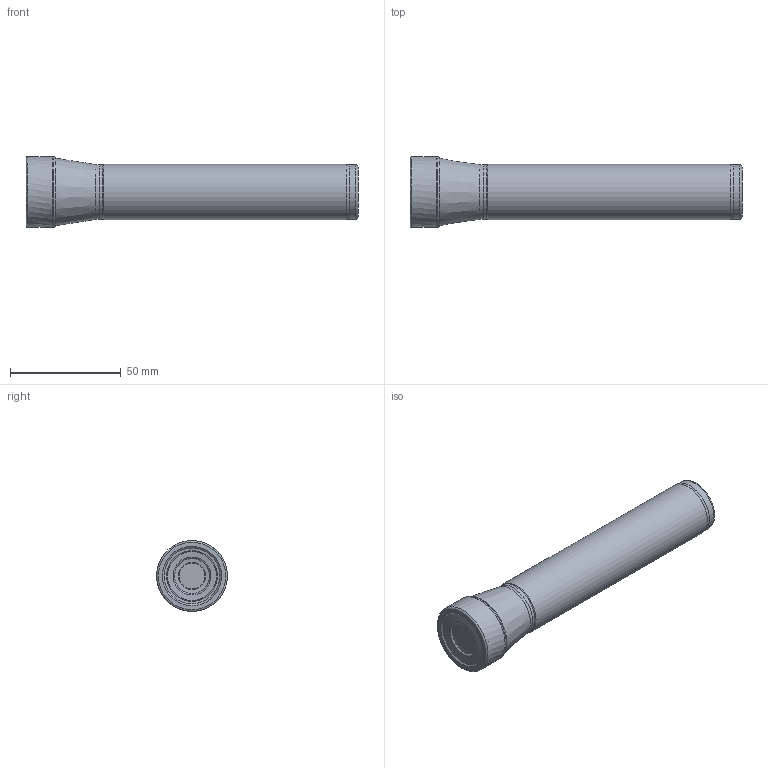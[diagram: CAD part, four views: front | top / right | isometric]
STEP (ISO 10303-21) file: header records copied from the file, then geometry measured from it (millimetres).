
FILE_DESCRIPTION(/* description */ (''),/* implementation_level */ '2;1');
FILE_NAME(/* name */ 'AEM90-AP1204-D32-C25-L150-Z03.stp',/* time_stamp */ '2023-10-17T08:53:13+03:00',/* author */ (''),/* organization */ (''),/* preprocessor_version */ 'ST-DEVELOPER v19.4',/* originating_system */ 'SIEMENS PLM Software NX2306.3001',/* authorisation */ '');
FILE_SCHEMA (('AUTOMOTIVE_DESIGN { 1 0 10303 214 3 1 1 1 }'));
Length unit declared in the file: millimetre
Products named in the file (1): AEM90-AP1204-D32-C25-L150-Z03
Bounding box: 150.02 x 31.98 x 31.99 mm (x, y, z)
Volume: 85891.6 mm3; surface area: 16369.1 mm2
Topology: 2 solids, 2 shells, 31 faces, 72 edges, 44 vertices
Faces by surface type: revolution 14, torus 5, cylinder 4, cone 4, plane 3, bspline 1
Full cylindrical faces by diameter (mm): 24.5 x2, 25 x1, 31 x1
Entity records: 836 total; most frequent: CARTESIAN_POINT 133, DIRECTION 126, EDGE_LOOP 60, ORIENTED_EDGE 60, FACE_BOUND 58, AXIS2_PLACEMENT_3D 51, ADVANCED_FACE 31, VERTEX_POINT 30
